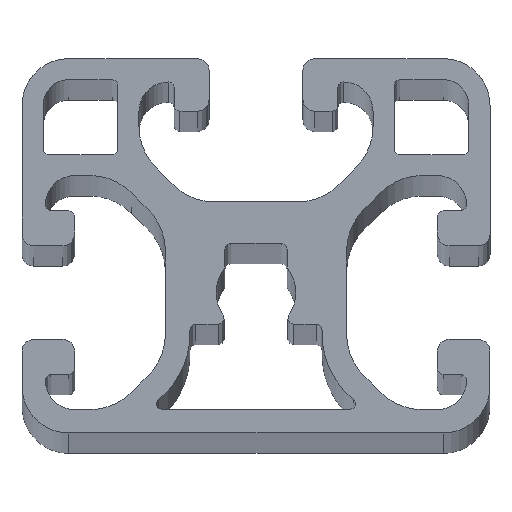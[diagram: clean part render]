
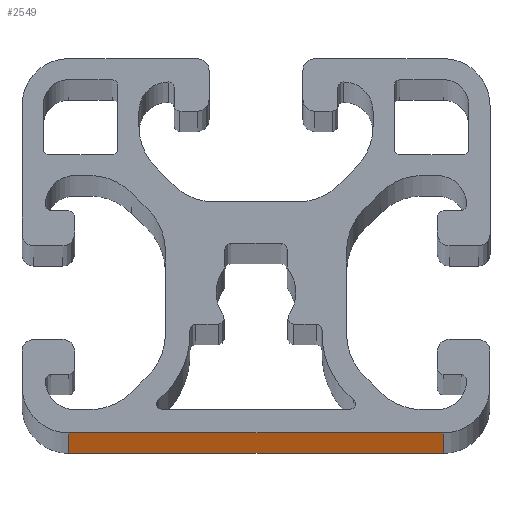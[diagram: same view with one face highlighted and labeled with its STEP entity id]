
A CAD part, top view. The second image highlights one B-rep face of the part: STEP entity #2549.
In plain terms, the highlighted planar face has unit normal (0, -1, 0).
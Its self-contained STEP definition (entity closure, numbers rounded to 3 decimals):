
#319=FACE_OUTER_BOUND($,#447,.T.);
#447=EDGE_LOOP($,(#2001,#2002,#2003,#2004));
#669=LINE($,#4203,#917);
#670=LINE($,#4206,#918);
#671=LINE($,#4208,#919);
#672=LINE($,#4209,#920);
#917=VECTOR($,#3428,1000.);
#918=VECTOR($,#3431,32.);
#919=VECTOR($,#3432,32.);
#920=VECTOR($,#3433,1000.);
#1173=VERTEX_POINT($,#4199);
#1174=VERTEX_POINT($,#4201);
#1175=VERTEX_POINT($,#4205);
#1176=VERTEX_POINT($,#4207);
#1523=EDGE_CURVE($,#1173,#1174,#669,.T.);
#1524=EDGE_CURVE($,#1175,#1173,#670,.T.);
#1525=EDGE_CURVE($,#1176,#1174,#671,.T.);
#1526=EDGE_CURVE($,#1175,#1176,#672,.T.);
#2001=ORIENTED_EDGE($,*,*,#1524,.T.);
#2002=ORIENTED_EDGE($,*,*,#1523,.T.);
#2003=ORIENTED_EDGE($,*,*,#1525,.F.);
#2004=ORIENTED_EDGE($,*,*,#1526,.F.);
#2436=PLANE($,#2784);
#2549=ADVANCED_FACE($,(#319),#2436,.T.);
#2784=AXIS2_PLACEMENT_3D($,#4204,#3429,#3430);
#3428=DIRECTION($,(0.,0.,1.));
#3429=DIRECTION('center_axis',(0.,-1.,0.));
#3430=DIRECTION('ref_axis',(1.,0.,0.));
#3431=DIRECTION($,(1.,0.,0.));
#3432=DIRECTION($,(1.,0.,0.));
#3433=DIRECTION($,(0.,0.,1.));
#4199=CARTESIAN_POINT('',(32.,0.,0.));
#4201=CARTESIAN_POINT('',(32.,0.,1000.));
#4203=CARTESIAN_POINT($,(32.,0.,0.));
#4204=CARTESIAN_POINT('Origin',(0.,0.,0.));
#4205=CARTESIAN_POINT('',(0.,0.,0.));
#4206=CARTESIAN_POINT($,(0.,0.,0.));
#4207=CARTESIAN_POINT('',(0.,0.,1000.));
#4208=CARTESIAN_POINT($,(0.,0.,1000.));
#4209=CARTESIAN_POINT($,(0.,0.,0.));
